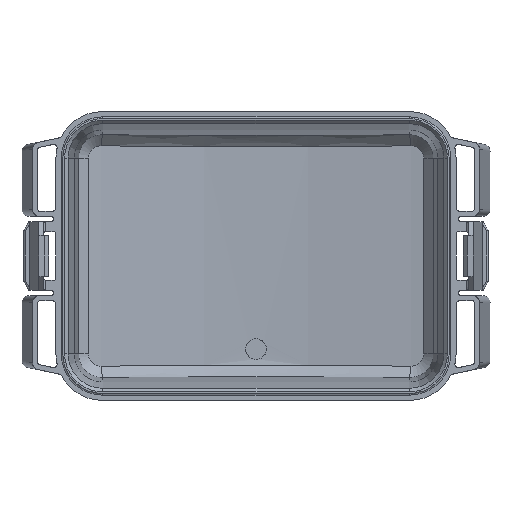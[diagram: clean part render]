
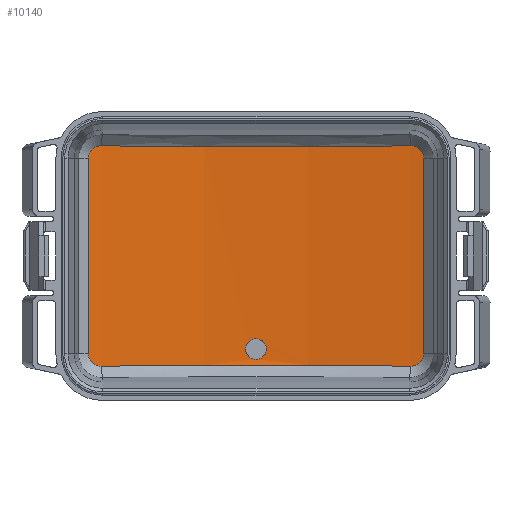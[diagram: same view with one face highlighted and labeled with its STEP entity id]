
A CAD part, front view. The second image highlights one B-rep face of the part: STEP entity #10140.
In plain terms, the highlighted cylindrical face has radius 346.66 mm (diameter 693.319 mm), a partial arc.
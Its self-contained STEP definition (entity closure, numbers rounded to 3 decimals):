
#736=CARTESIAN_POINT('',(44.934,32.075,-31.933));
#737=CARTESIAN_POINT('',(45.143,32.048,-31.936));
#738=CARTESIAN_POINT('',(45.6,31.988,-31.901));
#739=CARTESIAN_POINT('',(46.284,31.897,-31.719));
#740=CARTESIAN_POINT('',(46.951,31.806,-31.383));
#741=CARTESIAN_POINT('',(47.535,31.726,-30.92));
#742=CARTESIAN_POINT('',(48.011,31.659,-30.349));
#743=CARTESIAN_POINT('',(48.36,31.61,-29.693));
#744=CARTESIAN_POINT('',(48.555,31.583,-29.015));
#745=CARTESIAN_POINT('',(48.596,31.577,-28.56));
#746=CARTESIAN_POINT('',(48.596,31.577,-28.35));
#748=CARTESIAN_POINT('',(-44.934,32.075,-31.933));
#749=CARTESIAN_POINT('',(-39.022,32.849,-31.866));
#750=CARTESIAN_POINT('',(-27.081,34.097,-31.758));
#751=CARTESIAN_POINT('',(-9.058,35.04,-31.676));
#752=CARTESIAN_POINT('',(9.066,35.039,-31.676));
#753=CARTESIAN_POINT('',(27.086,34.096,-31.758));
#754=CARTESIAN_POINT('',(39.024,32.848,-31.866));
#755=CARTESIAN_POINT('',(44.934,32.075,-31.933));
#757=CARTESIAN_POINT('',(-48.596,31.577,-28.35));
#758=CARTESIAN_POINT('',(-48.596,31.577,-28.557));
#759=CARTESIAN_POINT('',(-48.556,31.583,-29.009));
#760=CARTESIAN_POINT('',(-48.363,31.61,-29.684));
#761=CARTESIAN_POINT('',(-48.017,31.659,-30.341));
#762=CARTESIAN_POINT('',(-47.542,31.725,-30.914));
#763=CARTESIAN_POINT('',(-46.959,31.805,-31.378));
#764=CARTESIAN_POINT('',(-46.293,31.895,-31.715));
#765=CARTESIAN_POINT('',(-45.606,31.987,-31.901));
#766=CARTESIAN_POINT('',(-45.146,32.048,-31.936));
#767=CARTESIAN_POINT('',(-44.934,32.075,-31.933));
#769=DIRECTION('',(0.,0.,-1.));
#770=VECTOR('',#769,56.7);
#771=CARTESIAN_POINT('',(-48.596,31.577,28.35));
#772=LINE('',#771,#770);
#773=CARTESIAN_POINT('',(-44.934,32.075,31.933));
#774=CARTESIAN_POINT('',(-45.143,32.048,31.936));
#775=CARTESIAN_POINT('',(-45.6,31.988,31.901));
#776=CARTESIAN_POINT('',(-46.284,31.897,31.719));
#777=CARTESIAN_POINT('',(-46.951,31.806,31.383));
#778=CARTESIAN_POINT('',(-47.535,31.726,30.92));
#779=CARTESIAN_POINT('',(-48.011,31.659,30.349));
#780=CARTESIAN_POINT('',(-48.36,31.61,29.693));
#781=CARTESIAN_POINT('',(-48.555,31.583,29.015));
#782=CARTESIAN_POINT('',(-48.596,31.577,28.56));
#783=CARTESIAN_POINT('',(-48.596,31.577,28.35));
#785=CARTESIAN_POINT('',(44.934,32.075,31.933));
#786=CARTESIAN_POINT('',(39.022,32.849,31.866));
#787=CARTESIAN_POINT('',(27.081,34.097,31.758));
#788=CARTESIAN_POINT('',(9.058,35.04,31.676));
#789=CARTESIAN_POINT('',(-9.066,35.039,31.676));
#790=CARTESIAN_POINT('',(-27.086,34.096,31.758));
#791=CARTESIAN_POINT('',(-39.024,32.848,31.866));
#792=CARTESIAN_POINT('',(-44.934,32.075,31.933));
#794=CARTESIAN_POINT('',(48.596,31.577,28.35));
#795=CARTESIAN_POINT('',(48.596,31.577,28.557));
#796=CARTESIAN_POINT('',(48.556,31.583,29.009));
#797=CARTESIAN_POINT('',(48.363,31.61,29.684));
#798=CARTESIAN_POINT('',(48.017,31.659,30.341));
#799=CARTESIAN_POINT('',(47.542,31.725,30.914));
#800=CARTESIAN_POINT('',(46.959,31.805,31.378));
#801=CARTESIAN_POINT('',(46.293,31.895,31.715));
#802=CARTESIAN_POINT('',(45.606,31.987,31.901));
#803=CARTESIAN_POINT('',(45.146,32.048,31.936));
#804=CARTESIAN_POINT('',(44.934,32.075,31.933));
#806=DIRECTION('',(0.,0.,1.));
#807=VECTOR('',#806,56.7);
#808=CARTESIAN_POINT('',(48.596,31.577,-28.35));
#809=LINE('',#808,#807);
#810=CARTESIAN_POINT('',(3.,34.987,-27.));
#811=CARTESIAN_POINT('',(3.,34.987,-27.265));
#812=CARTESIAN_POINT('',(2.932,34.988,-27.778));
#813=CARTESIAN_POINT('',(2.63,34.99,-28.515));
#814=CARTESIAN_POINT('',(2.148,34.993,-29.144));
#815=CARTESIAN_POINT('',(1.519,34.997,-29.627));
#816=CARTESIAN_POINT('',(0.786,34.999,-29.931));
#817=CARTESIAN_POINT('',(0.003,35.,-30.035));
#818=CARTESIAN_POINT('',(-0.787,34.999,
-29.931));
#819=CARTESIAN_POINT('',(-1.52,34.997,-29.627));
#820=CARTESIAN_POINT('',(-2.148,34.993,-29.143));
#821=CARTESIAN_POINT('',(-2.63,34.99,-28.515));
#822=CARTESIAN_POINT('',(-2.932,34.988,-27.778));
#823=CARTESIAN_POINT('',(-3.,34.987,-27.266));
#824=CARTESIAN_POINT('',(-3.,34.987,-27.));
#826=CARTESIAN_POINT('',(-3.,34.987,-27.));
#827=CARTESIAN_POINT('',(-3.,34.987,-26.735));
#828=CARTESIAN_POINT('',(-2.932,34.988,-26.222));
#829=CARTESIAN_POINT('',(-2.63,34.99,-25.485));
#830=CARTESIAN_POINT('',(-2.148,34.993,-24.856));
#831=CARTESIAN_POINT('',(-1.519,34.997,-24.373));
#832=CARTESIAN_POINT('',(-0.786,34.999,
-24.069));
#833=CARTESIAN_POINT('',(-0.002,35.,
-23.965));
#834=CARTESIAN_POINT('',(0.787,34.999,-24.069));
#835=CARTESIAN_POINT('',(1.52,34.997,-24.373));
#836=CARTESIAN_POINT('',(2.148,34.993,-24.857));
#837=CARTESIAN_POINT('',(2.63,34.99,-25.485));
#838=CARTESIAN_POINT('',(2.932,34.988,-26.222));
#839=CARTESIAN_POINT('',(3.,34.987,-26.734));
#840=CARTESIAN_POINT('',(3.,34.987,-27.));
#7718=VERTEX_POINT('',#736);
#7719=VERTEX_POINT('',#746);
#7722=CARTESIAN_POINT('',(48.596,31.577,28.35));
#7723=VERTEX_POINT('',#7722);
#7725=VERTEX_POINT('',#804);
#7727=VERTEX_POINT('',#792);
#7729=VERTEX_POINT('',#783);
#7732=CARTESIAN_POINT('',(-48.596,31.577,
-28.35));
#7733=VERTEX_POINT('',#7732);
#7735=VERTEX_POINT('',#767);
#8715=VERTEX_POINT('',#810);
#8716=VERTEX_POINT('',#824);
#10119=CARTESIAN_POINT('',(0.,-311.66,-36.541));
#10120=DIRECTION('',(0.,0.,1.));
#10121=DIRECTION('',(1.,0.,0.));
#10122=AXIS2_PLACEMENT_3D('',#10119,#10120,#10121);
#10123=CYLINDRICAL_SURFACE('',#10122,346.66);
#10124=ORIENTED_EDGE('',*,*,#10051,.F.);
#10125=ORIENTED_EDGE('',*,*,#10101,.F.);
#10126=ORIENTED_EDGE('',*,*,#9726,.F.);
#10127=ORIENTED_EDGE('',*,*,#9742,.F.);
#10128=ORIENTED_EDGE('',*,*,#9823,.F.);
#10129=ORIENTED_EDGE('',*,*,#9874,.F.);
#10130=ORIENTED_EDGE('',*,*,#9955,.F.);
#10131=ORIENTED_EDGE('',*,*,#9970,.F.);
#10132=EDGE_LOOP('',(#10124,#10125,#10126,#10127,#10128,#10129,#10130,#10131));
#10133=FACE_OUTER_BOUND('',#10132,.F.);
#10135=ORIENTED_EDGE('',*,*,#10134,.F.);
#10137=ORIENTED_EDGE('',*,*,#10136,.F.);
#10138=EDGE_LOOP('',(#10135,#10137));
#10139=FACE_BOUND('',#10138,.F.);
#10140=ADVANCED_FACE('',(#10133,#10139),#10123,.F.);
#747=B_SPLINE_CURVE_WITH_KNOTS('',3,(#736,#737,#738,#739,#740,#741,#742,#743,
#744,#745,#746),.UNSPECIFIED.,.F.,.F.,(4,1,1,1,1,1,1,1,4),(0.,
0.11,0.239,0.369,0.499,
0.629,0.759,0.889,1.),.UNSPECIFIED.);
#756=B_SPLINE_CURVE_WITH_KNOTS('',3,(#748,#749,#750,#751,#752,#753,#754,#755),
.UNSPECIFIED.,.F.,.F.,(4,1,1,1,1,4),(0.,0.198,0.4,
0.601,0.802,1.),.UNSPECIFIED.);
#768=B_SPLINE_CURVE_WITH_KNOTS('',3,(#757,#758,#759,#760,#761,#762,#763,#764,
#765,#766,#767),.UNSPECIFIED.,.F.,.F.,(4,1,1,1,1,1,1,1,4),(0.,
0.109,0.239,0.369,0.499,
0.629,0.759,0.889,1.),.UNSPECIFIED.);
#784=B_SPLINE_CURVE_WITH_KNOTS('',3,(#773,#774,#775,#776,#777,#778,#779,#780,
#781,#782,#783),.UNSPECIFIED.,.F.,.F.,(4,1,1,1,1,1,1,1,4),(0.,
0.11,0.239,0.369,0.499,
0.629,0.759,0.889,1.),.UNSPECIFIED.);
#793=B_SPLINE_CURVE_WITH_KNOTS('',3,(#785,#786,#787,#788,#789,#790,#791,#792),
.UNSPECIFIED.,.F.,.F.,(4,1,1,1,1,4),(0.,0.198,0.4,
0.601,0.802,1.),.UNSPECIFIED.);
#805=B_SPLINE_CURVE_WITH_KNOTS('',3,(#794,#795,#796,#797,#798,#799,#800,#801,
#802,#803,#804),.UNSPECIFIED.,.F.,.F.,(4,1,1,1,1,1,1,1,4),(0.,
0.109,0.239,0.369,0.499,
0.629,0.759,0.889,1.),.UNSPECIFIED.);
#825=B_SPLINE_CURVE_WITH_KNOTS('',3,(#810,#811,#812,#813,#814,#815,#816,#817,
#818,#819,#820,#821,#822,#823,#824),.UNSPECIFIED.,.F.,.F.,(4,1,1,1,1,1,1,1,1,1,
1,1,4),(0.,0.083,0.167,0.25,0.333,
0.417,0.5,0.583,0.667,0.75,
0.833,0.917,1.),.UNSPECIFIED.);
#841=B_SPLINE_CURVE_WITH_KNOTS('',3,(#826,#827,#828,#829,#830,#831,#832,#833,
#834,#835,#836,#837,#838,#839,#840),.UNSPECIFIED.,.F.,.F.,(4,1,1,1,1,1,1,1,1,1,
1,1,4),(0.,0.083,0.167,0.25,0.333,
0.417,0.5,0.583,0.667,0.75,
0.833,0.917,1.),.UNSPECIFIED.);
#9726=EDGE_CURVE('',#7733,#7735,#768,.T.);
#9742=EDGE_CURVE('',#7729,#7733,#772,.T.);
#9823=EDGE_CURVE('',#7727,#7729,#784,.T.);
#9874=EDGE_CURVE('',#7725,#7727,#793,.T.);
#9955=EDGE_CURVE('',#7723,#7725,#805,.T.);
#9970=EDGE_CURVE('',#7719,#7723,#809,.T.);
#10051=EDGE_CURVE('',#7718,#7719,#747,.T.);
#10101=EDGE_CURVE('',#7735,#7718,#756,.T.);
#10134=EDGE_CURVE('',#8715,#8716,#825,.T.);
#10136=EDGE_CURVE('',#8716,#8715,#841,.T.);
